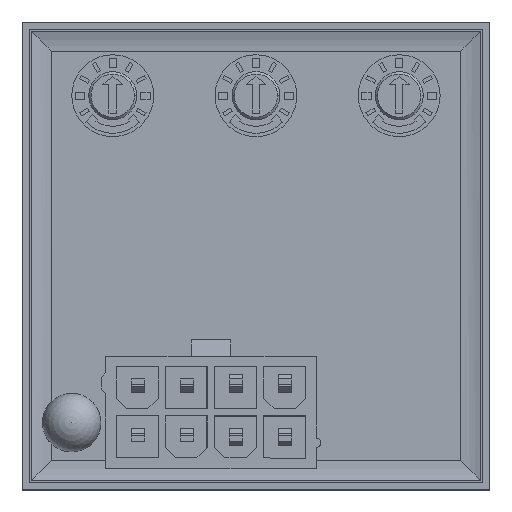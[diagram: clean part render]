
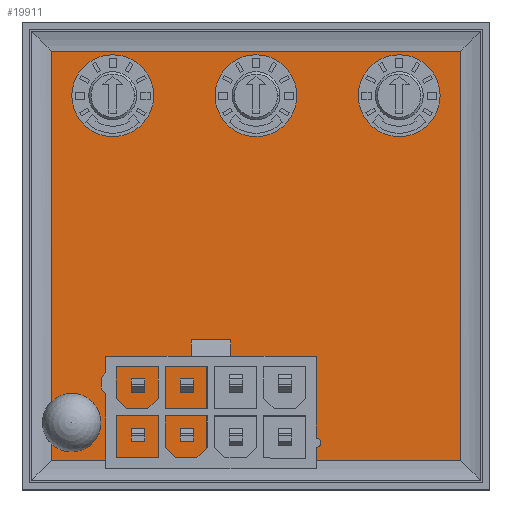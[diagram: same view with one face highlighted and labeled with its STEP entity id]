
A CAD part, top view. The second image highlights one B-rep face of the part: STEP entity #19911.
In plain terms, the highlighted planar face has unit normal (0, 0, 1).
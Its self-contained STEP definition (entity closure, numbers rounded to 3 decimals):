
#647 = ORIENTED_EDGE ( 'NONE', *, *, #17723, .T. ) ;
#1049 = ORIENTED_EDGE ( 'NONE', *, *, #2276, .T. ) ;
#1954 = DIRECTION ( 'NONE',  ( 0., 0., 1. ) ) ;
#2276 = EDGE_CURVE ( 'NONE', #11835, #25387, #14828, .T. ) ;
#2444 = DIRECTION ( 'NONE',  ( 0., -1., 0. ) ) ;
#2526 = CARTESIAN_POINT ( 'NONE',  ( 15.204, 10.314, 2.7 ) ) ;
#2657 = DIRECTION ( 'NONE',  ( -1., 0., 0. ) ) ;
#3915 = EDGE_CURVE ( 'NONE', #34447, #20017, #9670, .T. ) ;
#4070 = EDGE_CURVE ( 'NONE', #24519, #21267, #25660, .T. ) ;
#5217 = FACE_OUTER_BOUND ( 'NONE', #9761, .T. ) ;
#6796 = DIRECTION ( 'NONE',  ( -1., 0., 0. ) ) ;
#7174 = VECTOR ( 'NONE', #29646, 1000. ) ;
#7520 = VERTEX_POINT ( 'NONE', #19708 ) ;
#9130 = DIRECTION ( 'NONE',  ( 0., 1., 0. ) ) ;
#9272 = VECTOR ( 'NONE', #31525, 1000. ) ;
#9576 = CARTESIAN_POINT ( 'NONE',  ( 0.2, 36.894, 2.7 ) ) ;
#9585 = CARTESIAN_POINT ( 'NONE',  ( 15.204, 1.906, 2.7 ) ) ;
#9670 = LINE ( 'NONE', #10621, #24116 ) ;
#9761 = EDGE_LOOP ( 'NONE', ( #19635, #26606, #29201, #29697, #647, #16774, #31745, #1049 ) ) ;
#10100 = CARTESIAN_POINT ( 'NONE',  ( 23.86, 1.906, 2.7 ) ) ;
#10621 = CARTESIAN_POINT ( 'NONE',  ( 38.6, 1.906, 2.7 ) ) ;
#10721 = AXIS2_PLACEMENT_3D ( 'NONE', #16212, #1954, #22167 ) ;
#11835 = VERTEX_POINT ( 'NONE', #31696 ) ;
#13498 = DIRECTION ( 'NONE',  ( 1., 0., 0. ) ) ;
#14245 = CARTESIAN_POINT ( 'NONE',  ( 1.906, 0.2, 2.7 ) ) ;
#14828 = LINE ( 'NONE', #17558, #7174 ) ;
#16032 = EDGE_CURVE ( 'NONE', #24585, #7520, #28165, .T. ) ;
#16057 = CARTESIAN_POINT ( 'NONE',  ( 36.894, 1.906, 2.7 ) ) ;
#16212 = CARTESIAN_POINT ( 'NONE',  ( 0., 0., 2.7 ) ) ;
#16741 = CARTESIAN_POINT ( 'NONE',  ( 23.86, 10.314, 2.7 ) ) ;
#16774 = ORIENTED_EDGE ( 'NONE', *, *, #16032, .T. ) ;
#17558 = CARTESIAN_POINT ( 'NONE',  ( 38.6, 1.906, 2.7 ) ) ;
#17723 = EDGE_CURVE ( 'NONE', #20017, #24585, #33860, .T. ) ;
#17964 = CARTESIAN_POINT ( 'NONE',  ( 36.894, 36.894, 2.7 ) ) ;
#19448 = VECTOR ( 'NONE', #9130, 1000. ) ;
#19635 = ORIENTED_EDGE ( 'NONE', *, *, #23868, .F. ) ;
#19708 = CARTESIAN_POINT ( 'NONE',  ( 1.906, 36.894, 2.7 ) ) ;
#19911 = ADVANCED_FACE ( 'NONE', ( #5217 ), #36456, .T. ) ;
#20017 = VERTEX_POINT ( 'NONE', #16057 ) ;
#20490 = CARTESIAN_POINT ( 'NONE',  ( 36.894, 38.6, 2.7 ) ) ;
#21267 = VERTEX_POINT ( 'NONE', #34764 ) ;
#22167 = DIRECTION ( 'NONE',  ( 1., 0., 0. ) ) ;
#22587 = VECTOR ( 'NONE', #36887, 1000. ) ;
#23801 = VECTOR ( 'NONE', #2444, 1000. ) ;
#23868 = EDGE_CURVE ( 'NONE', #21267, #25387, #31428, .T. ) ;
#24116 = VECTOR ( 'NONE', #13498, 1000. ) ;
#24519 = VERTEX_POINT ( 'NONE', #26156 ) ;
#24585 = VERTEX_POINT ( 'NONE', #17964 ) ;
#24625 = LINE ( 'NONE', #14245, #9272 ) ;
#25387 = VERTEX_POINT ( 'NONE', #9585 ) ;
#25624 = EDGE_CURVE ( 'NONE', #34447, #24519, #31122, .T. ) ;
#25660 = LINE ( 'NONE', #2526, #32432 ) ;
#26156 = CARTESIAN_POINT ( 'NONE',  ( 23.86, 10.314, 2.7 ) ) ;
#26606 = ORIENTED_EDGE ( 'NONE', *, *, #4070, .F. ) ;
#27264 = VECTOR ( 'NONE', #6796, 1000. ) ;
#28165 = LINE ( 'NONE', #9576, #27264 ) ;
#29201 = ORIENTED_EDGE ( 'NONE', *, *, #25624, .F. ) ;
#29646 = DIRECTION ( 'NONE',  ( 1., 0., 0. ) ) ;
#29697 = ORIENTED_EDGE ( 'NONE', *, *, #3915, .T. ) ;
#31122 = LINE ( 'NONE', #16741, #22587 ) ;
#31428 = LINE ( 'NONE', #36953, #23801 ) ;
#31525 = DIRECTION ( 'NONE',  ( 0., -1., 0. ) ) ;
#31696 = CARTESIAN_POINT ( 'NONE',  ( 1.906, 1.906, 2.7 ) ) ;
#31731 = EDGE_CURVE ( 'NONE', #7520, #11835, #24625, .T. ) ;
#31745 = ORIENTED_EDGE ( 'NONE', *, *, #31731, .T. ) ;
#32432 = VECTOR ( 'NONE', #2657, 1000. ) ;
#33860 = LINE ( 'NONE', #20490, #19448 ) ;
#34447 = VERTEX_POINT ( 'NONE', #10100 ) ;
#34764 = CARTESIAN_POINT ( 'NONE',  ( 15.204, 10.314, 2.7 ) ) ;
#36456 = PLANE ( 'NONE',  #10721 ) ;
#36887 = DIRECTION ( 'NONE',  ( 0., 1., 0. ) ) ;
#36953 = CARTESIAN_POINT ( 'NONE',  ( 15.204, 10.314, 2.7 ) ) ;
